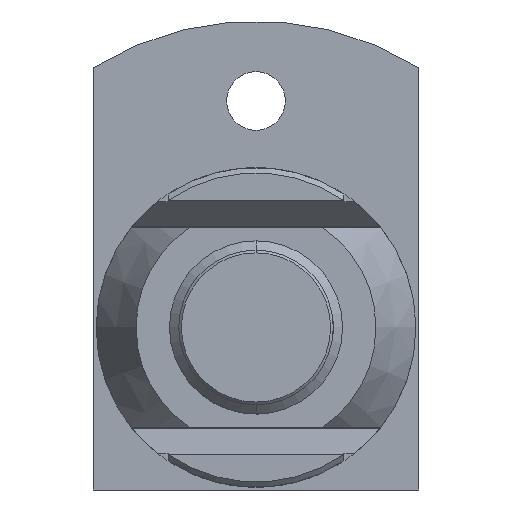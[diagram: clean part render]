
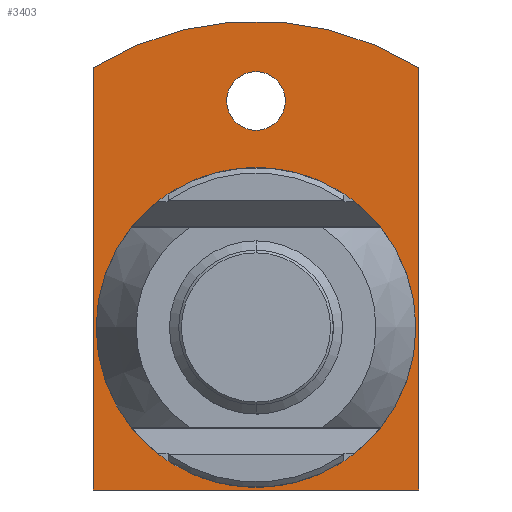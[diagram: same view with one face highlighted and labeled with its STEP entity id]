
A CAD part, front view. The second image highlights one B-rep face of the part: STEP entity #3403.
In plain terms, the highlighted planar face has unit normal (0, -1, 0).
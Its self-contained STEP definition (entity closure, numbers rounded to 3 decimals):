
#48 = CIRCLE ( 'NONE', #1638, 1.1 ) ;
#156 = FACE_BOUND ( 'NONE', #6107, .T. ) ;
#201 = DIRECTION ( 'NONE',  ( -1., 0., 0. ) ) ;
#262 = EDGE_CURVE ( 'Defeature ausgef�hrt2_108+Defeature ausgef�hrt2_27+Defeature ausgef�hrt2_27+Defeature ausgef�hrt2_27', #4315, #5951, #48, .T. ) ;
#304 = CARTESIAN_POINT ( 'NONE',  ( -6., -8.4, 0. ) ) ;
#438 = CIRCLE ( 'NONE', #3624, 1.1 ) ;
#629 = CARTESIAN_POINT ( 'NONE',  ( 6.1, -8.4, -6.1 ) ) ;
#680 = VERTEX_POINT ( 'NONE', #304 ) ;
#707 = LINE ( 'NONE', #2858, #6921 ) ;
#801 = DIRECTION ( 'NONE',  ( 0., 1., 0. ) ) ;
#1032 = CIRCLE ( 'NONE', #1548, 11.5 ) ;
#1141 = DIRECTION ( 'NONE',  ( 0., 1., 0. ) ) ;
#1268 = EDGE_CURVE ( 'Defeature ausgef�hrt2_27+Defeature ausgef�hrt2_22+Defeature ausgef�hrt2_16+Defeature ausgef�hrt2_18', #6012, #2448, #2129, .T. ) ;
#1381 = ORIENTED_EDGE ( 'NONE', *, *, #4245, .F. ) ;
#1548 = AXIS2_PLACEMENT_3D ( 'NONE', #3840, #1141, #2758 ) ;
#1638 = AXIS2_PLACEMENT_3D ( 'NONE', #6628, #5388, #1988 ) ;
#1689 = PLANE ( 'NONE',  #3033 ) ;
#1742 = DIRECTION ( 'NONE',  ( 1., 0., 0. ) ) ;
#1818 = EDGE_CURVE ( 'Defeature ausgef�hrt2_27+Defeature ausgef�hrt2_44+Defeature ausgef�hrt2_44+Defeature ausgef�hrt2_44', #4712, #680, #3965, .T. ) ;
#1838 = CARTESIAN_POINT ( 'NONE',  ( -6.1, -8.4, -6.1 ) ) ;
#1988 = DIRECTION ( 'NONE',  ( 1., 0., 0. ) ) ;
#2014 = EDGE_CURVE ( 'Defeature ausgef�hrt2_27+Defeature ausgef�hrt2_44+Defeature ausgef�hrt2_44+Defeature ausgef�hrt2_44', #680, #4712, #2577, .T. ) ;
#2129 = LINE ( 'NONE', #4842, #5603 ) ;
#2174 = FACE_BOUND ( 'NONE', #4977, .T. ) ;
#2213 = DIRECTION ( 'NONE',  ( 1., 0., 0. ) ) ;
#2279 = EDGE_CURVE ( 'Defeature ausgef�hrt2_27+Defeature ausgef�hrt2_18+Defeature ausgef�hrt2_22+Defeature ausgef�hrt2_17', #2448, #3692, #707, .T. ) ;
#2448 = VERTEX_POINT ( 'NONE', #1838 ) ;
#2501 = LINE ( 'NONE', #629, #3893 ) ;
#2577 = CIRCLE ( 'NONE', #4596, 6. ) ;
#2599 = DIRECTION ( 'NONE',  ( -1., 0., 0. ) ) ;
#2630 = VERTEX_POINT ( 'NONE', #3129 ) ;
#2758 = DIRECTION ( 'NONE',  ( -1., 0., 0. ) ) ;
#2829 = DIRECTION ( 'NONE',  ( 0., -1., 0. ) ) ;
#2858 = CARTESIAN_POINT ( 'NONE',  ( -6.1, -8.4, -6.1 ) ) ;
#3033 = AXIS2_PLACEMENT_3D ( 'NONE', #6722, #2829, #2213 ) ;
#3129 = CARTESIAN_POINT ( 'NONE',  ( 6.1, -8.4, 9.749 ) ) ;
#3358 = ORIENTED_EDGE ( 'NONE', *, *, #2014, .T. ) ;
#3403 = ADVANCED_FACE ( 'Defeature ausgef�hrt2_27', ( #2174, #6903, #156 ), #1689, .T. ) ;
#3624 = AXIS2_PLACEMENT_3D ( 'NONE', #4165, #5381, #5342 ) ;
#3692 = VERTEX_POINT ( 'NONE', #4114 ) ;
#3721 = CARTESIAN_POINT ( 'NONE',  ( -1.1, -8.4, 8.5 ) ) ;
#3729 = ORIENTED_EDGE ( 'NONE', *, *, #6378, .F. ) ;
#3819 = AXIS2_PLACEMENT_3D ( 'NONE', #4179, #801, #201 ) ;
#3840 = CARTESIAN_POINT ( 'NONE',  ( 0., -8.4, 0. ) ) ;
#3893 = VECTOR ( 'NONE', #4175, 1000. ) ;
#3965 = CIRCLE ( 'NONE', #3819, 6. ) ;
#4114 = CARTESIAN_POINT ( 'NONE',  ( 6.1, -8.4, -6.1 ) ) ;
#4121 = EDGE_LOOP ( 'NONE', ( #5911, #6669, #5756, #1381 ) ) ;
#4165 = CARTESIAN_POINT ( 'NONE',  ( 0., -8.4, 8.5 ) ) ;
#4175 = DIRECTION ( 'NONE',  ( 0., 0., 1. ) ) ;
#4179 = CARTESIAN_POINT ( 'NONE',  ( 0., -8.4, 0. ) ) ;
#4245 = EDGE_CURVE ( 'Defeature ausgef�hrt2_16+Defeature ausgef�hrt2_27+Defeature ausgef�hrt2_22+Defeature ausgef�hrt2_17', #6012, #2630, #1032, .T. ) ;
#4315 = VERTEX_POINT ( 'NONE', #7282 ) ;
#4317 = CARTESIAN_POINT ( 'NONE',  ( -6.1, -8.4, 9.749 ) ) ;
#4596 = AXIS2_PLACEMENT_3D ( 'NONE', #6022, #5953, #2599 ) ;
#4712 = VERTEX_POINT ( 'NONE', #5926 ) ;
#4842 = CARTESIAN_POINT ( 'NONE',  ( -6.1, -8.4, 9.749 ) ) ;
#4977 = EDGE_LOOP ( 'NONE', ( #3729, #5313 ) ) ;
#4997 = EDGE_CURVE ( 'Defeature ausgef�hrt2_27+Defeature ausgef�hrt2_17+Defeature ausgef�hrt2_18+Defeature ausgef�hrt2_16', #3692, #2630, #2501, .T. ) ;
#5313 = ORIENTED_EDGE ( 'NONE', *, *, #262, .F. ) ;
#5342 = DIRECTION ( 'NONE',  ( 1., 0., 0. ) ) ;
#5366 = ORIENTED_EDGE ( 'NONE', *, *, #1818, .T. ) ;
#5381 = DIRECTION ( 'NONE',  ( 0., -1., 0. ) ) ;
#5388 = DIRECTION ( 'NONE',  ( 0., -1., 0. ) ) ;
#5603 = VECTOR ( 'NONE', #6025, 1000. ) ;
#5756 = ORIENTED_EDGE ( 'NONE', *, *, #4997, .T. ) ;
#5911 = ORIENTED_EDGE ( 'NONE', *, *, #1268, .T. ) ;
#5926 = CARTESIAN_POINT ( 'NONE',  ( 6., -8.4, 0. ) ) ;
#5951 = VERTEX_POINT ( 'NONE', #3721 ) ;
#5953 = DIRECTION ( 'NONE',  ( 0., 1., 0. ) ) ;
#6012 = VERTEX_POINT ( 'NONE', #4317 ) ;
#6022 = CARTESIAN_POINT ( 'NONE',  ( 0., -8.4, 0. ) ) ;
#6025 = DIRECTION ( 'NONE',  ( 0., 0., -1. ) ) ;
#6107 = EDGE_LOOP ( 'NONE', ( #3358, #5366 ) ) ;
#6378 = EDGE_CURVE ( 'Defeature ausgef�hrt2_108+Defeature ausgef�hrt2_27+Defeature ausgef�hrt2_27+Defeature ausgef�hrt2_27', #5951, #4315, #438, .T. ) ;
#6628 = CARTESIAN_POINT ( 'NONE',  ( 0., -8.4, 8.5 ) ) ;
#6669 = ORIENTED_EDGE ( 'NONE', *, *, #2279, .T. ) ;
#6722 = CARTESIAN_POINT ( 'NONE',  ( 0., -8.4, 11.5 ) ) ;
#6903 = FACE_OUTER_BOUND ( 'NONE', #4121, .T. ) ;
#6921 = VECTOR ( 'NONE', #1742, 1000. ) ;
#7282 = CARTESIAN_POINT ( 'NONE',  ( 1.1, -8.4, 8.5 ) ) ;
